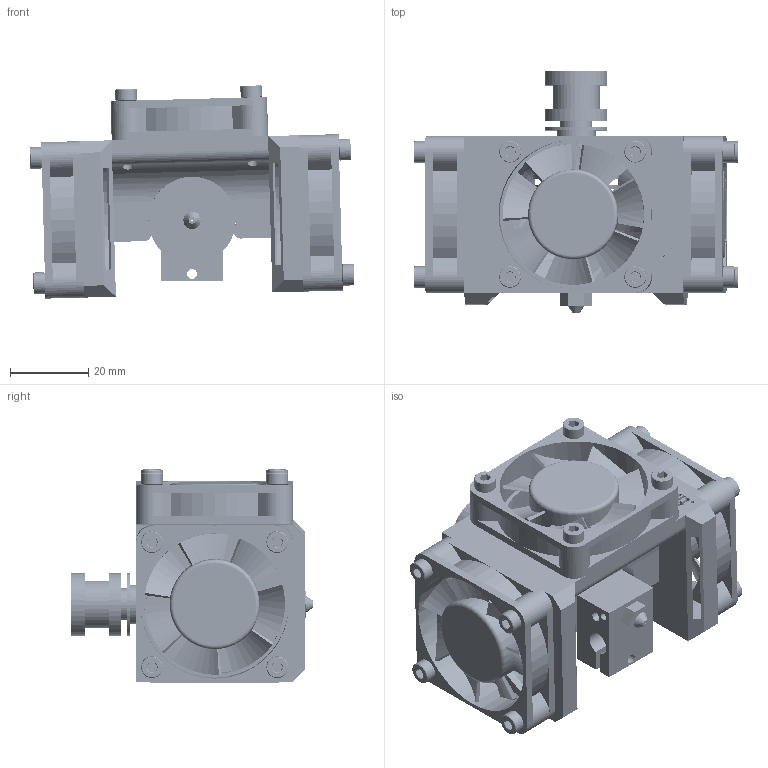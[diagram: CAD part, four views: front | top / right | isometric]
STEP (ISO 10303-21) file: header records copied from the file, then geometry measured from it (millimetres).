
FILE_DESCRIPTION(/* description */ (''),/* implementation_level */ '2;1');
FILE_NAME(/* name */ 'E3D V6 Bowden.step',/* time_stamp */ '2018-04-09T13:20:47+02:00',/* author */ ('boelle'),/* organization */ (''),/* preprocessor_version */ 'ST-DEVELOPER v16.13',/* originating_system */ 'Autodesk Translation Framework v6.5.0.72',/* authorisation */ '');
FILE_SCHEMA (('AUTOMOTIVE_DESIGN { 1 0 10303 214 3 1 1 }'));
Length unit declared in the file: millimetre
Products named in the file (24): bowden nozzle assembly; E3D V6 1.75 Uni model; V6-BLOCK; V6-175-BREAK; V6-175-SINK; V6-NOZZLE-175-035; 40mm Fan; 40mm Fan_1; M3x16; M3x16_1; M3x16_2; M3x16_3; M3x16_4; M3x16_5; M3x16_6; M3x16_7; 40mm Fan_2; 1939K41; M3x16_8; M3x16_9; M3x16_10; M3x16_11; 91290A120; tiny V3 v13
Assembly tree (36 placements, depth 3):
  bowden nozzle assembly
    E3D V6 1.75 Uni model
      V6-BLOCK
      V6-175-BREAK
      V6-175-SINK
      V6-NOZZLE-175-035
    40mm Fan
      1939K41
    40mm Fan_1
      1939K41
    M3x16
      91290A120
    M3x16_1
      91290A120
    M3x16_2
      91290A120
    M3x16_3
      91290A120
    M3x16_4
      91290A120
    M3x16_5
      91290A120
    M3x16_6
      91290A120
    M3x16_7
      91290A120
    40mm Fan_2
      1939K41
    M3x16_8
      91290A120
    M3x16_9
      91290A120
    M3x16_10
      91290A120
    M3x16_11
      91290A120
    tiny V3 v13
Bounding box: 82.98 x 61.85 x 54.51 mm (x, y, z)
Volume: 63322.5 mm3; surface area: 57884.9 mm2
Topology: 23 solids, 23 shells, 1715 faces, 4770 edges, 3179 vertices
Faces by surface type: cylinder 964, plane 463, cone 143, bspline 142, torus 3
Full cylindrical faces by diameter (mm): 0.35 x1, 1 x1, 1.6 x1, 2 x3, 2.35 x360, 2.5 x3, 2.8 x13, 3 x372, 3.81 x12, 4.2 x2, 5 x12, 5.5 x12, 5.65 x1, 5.926 x5, 6 x11, 6.95 x9, 8 x1, 8.2 x1, 10 x11, 12 x1, 16 x3, 22.3 x11, 23 x3, 36 x2, 38 x3
Entity records: 31768 total; most frequent: CARTESIAN_POINT 17754, ORIENTED_EDGE 3044, DIRECTION 2539, EDGE_CURVE 1522, VERTEX_POINT 1044, AXIS2_PLACEMENT_3D 924, LINE 691, VECTOR 691
